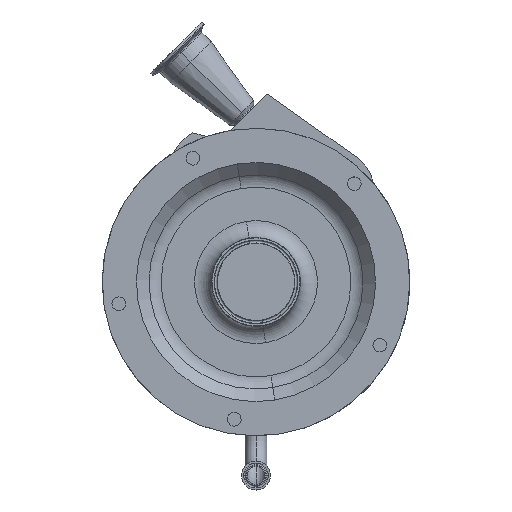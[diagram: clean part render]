
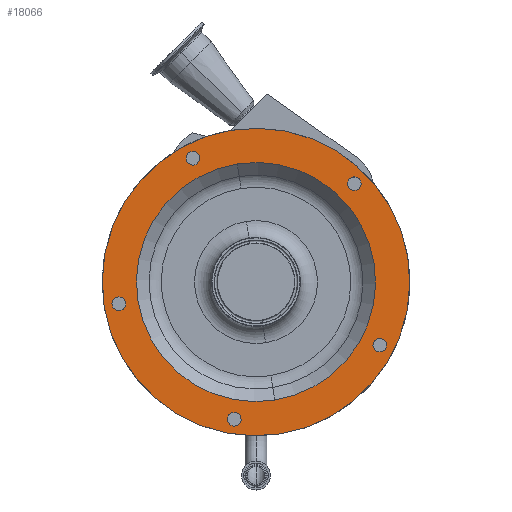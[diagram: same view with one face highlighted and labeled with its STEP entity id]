
A CAD part, top view. The second image highlights one B-rep face of the part: STEP entity #18066.
In plain terms, the highlighted planar face has unit normal (0, 0, 1).
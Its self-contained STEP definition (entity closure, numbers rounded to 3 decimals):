
#211 = FACE_BOUND ( 'NONE', #9154, .T. ) ;
#225 = ORIENTED_EDGE ( 'NONE', *, *, #13364, .F. ) ;
#439 = DIRECTION ( 'NONE',  ( 0., 0., 1. ) ) ;
#451 = EDGE_LOOP ( 'NONE', ( #11649, #6474 ) ) ;
#474 = EDGE_LOOP ( 'NONE', ( #2766, #12513 ) ) ;
#610 = CARTESIAN_POINT ( 'NONE',  ( 108.703, -55.387, 212.5 ) ) ;
#913 = DIRECTION ( 'NONE',  ( -0.156, 0.988, 0. ) ) ;
#1069 = CARTESIAN_POINT ( 'NONE',  ( 16.426, -103.707, 212.5 ) ) ;
#1478 = EDGE_CURVE ( 'NONE', #17356, #13239, #10413, .T. ) ;
#1569 = FACE_BOUND ( 'NONE', #17647, .T. ) ;
#1657 = CIRCLE ( 'NONE', #12731, 135. ) ;
#1663 = EDGE_CURVE ( 'NONE', #12459, #15725, #3374, .T. ) ;
#1922 = DIRECTION ( 'NONE',  ( -0.988, 0.156, 0. ) ) ;
#2262 = VERTEX_POINT ( 'NONE', #6018 ) ;
#2294 = DIRECTION ( 'NONE',  ( 0., 0., 1. ) ) ;
#2485 = ORIENTED_EDGE ( 'NONE', *, *, #11134, .T. ) ;
#2673 = AXIS2_PLACEMENT_3D ( 'NONE', #5794, #6073, #10498 ) ;
#2766 = ORIENTED_EDGE ( 'NONE', *, *, #1478, .F. ) ;
#2913 = CARTESIAN_POINT ( 'NONE',  ( -38.52, -6.101, 212.5 ) ) ;
#2927 = ORIENTED_EDGE ( 'NONE', *, *, #5316, .F. ) ;
#3058 = ORIENTED_EDGE ( 'NONE', *, *, #5904, .T. ) ;
#3275 = EDGE_LOOP ( 'NONE', ( #225, #9559 ) ) ;
#3278 = CIRCLE ( 'NONE', #2673, 105. ) ;
#3283 = DIRECTION ( 'NONE',  ( 0., 0., -1. ) ) ;
#3373 = AXIS2_PLACEMENT_3D ( 'NONE', #610, #9710, #9812 ) ;
#3374 = CIRCLE ( 'NONE', #8262, 6. ) ;
#3403 = CARTESIAN_POINT ( 'NONE',  ( -50.041, 111.427, 212.5 ) ) ;
#3848 = DIRECTION ( 'NONE',  ( 0., 0., 1. ) ) ;
#3983 = VERTEX_POINT ( 'NONE', #8891 ) ;
#4061 = CARTESIAN_POINT ( 'NONE',  ( -55.387, 108.703, 212.5 ) ) ;
#4076 = DIRECTION ( 'NONE',  ( 0., 0., 1. ) ) ;
#4086 = CARTESIAN_POINT ( 'NONE',  ( 90.51, 82.024, 212.5 ) ) ;
#4442 = AXIS2_PLACEMENT_3D ( 'NONE', #2913, #3283, #16216 ) ;
#4809 = CARTESIAN_POINT ( 'NONE',  ( 86.267, 86.267, 212.5 ) ) ;
#5002 = CARTESIAN_POINT ( 'NONE',  ( -16.426, 103.707, 212.5 ) ) ;
#5096 = CARTESIAN_POINT ( 'NONE',  ( 86.267, 86.267, 212.5 ) ) ;
#5121 = VERTEX_POINT ( 'NONE', #3403 ) ;
#5316 = EDGE_CURVE ( 'NONE', #7389, #5121, #18084, .T. ) ;
#5355 = CIRCLE ( 'NONE', #9020, 6. ) ;
#5369 = DIRECTION ( 'NONE',  ( -0.156, 0.988, 0. ) ) ;
#5423 = AXIS2_PLACEMENT_3D ( 'NONE', #7046, #4076, #913 ) ;
#5571 = CARTESIAN_POINT ( 'NONE',  ( -60.733, 105.979, 212.5 ) ) ;
#5602 = CARTESIAN_POINT ( 'NONE',  ( -121.437, -13.159, 212.5 ) ) ;
#5757 = CIRCLE ( 'NONE', #8534, 6. ) ;
#5794 = CARTESIAN_POINT ( 'NONE',  ( 0., 0., 212.5 ) ) ;
#5904 = EDGE_CURVE ( 'NONE', #3983, #17609, #1657, .T. ) ;
#6018 = CARTESIAN_POINT ( 'NONE',  ( 105.979, -60.733, 212.5 ) ) ;
#6065 = PLANE ( 'NONE',  #4442 ) ;
#6073 = DIRECTION ( 'NONE',  ( 0., 0., 1. ) ) ;
#6283 = DIRECTION ( 'NONE',  ( -0.156, 0.988, 0. ) ) ;
#6474 = ORIENTED_EDGE ( 'NONE', *, *, #6644, .F. ) ;
#6572 = CIRCLE ( 'NONE', #10261, 6. ) ;
#6644 = EDGE_CURVE ( 'NONE', #15725, #12459, #16476, .T. ) ;
#6996 = CIRCLE ( 'NONE', #13167, 6. ) ;
#7002 = EDGE_LOOP ( 'NONE', ( #10916, #18792 ) ) ;
#7046 = CARTESIAN_POINT ( 'NONE',  ( 0., 0., 212.5 ) ) ;
#7347 = DIRECTION ( 'NONE',  ( -0.156, 0.988, 0. ) ) ;
#7356 = CIRCLE ( 'NONE', #3373, 6. ) ;
#7389 = VERTEX_POINT ( 'NONE', #5571 ) ;
#7495 = CARTESIAN_POINT ( 'NONE',  ( -25.011, -119.559, 212.5 ) ) ;
#7642 = AXIS2_PLACEMENT_3D ( 'NONE', #18592, #9877, #5369 ) ;
#7812 = CARTESIAN_POINT ( 'NONE',  ( -120.498, -19.085, 212.5 ) ) ;
#7858 = CARTESIAN_POINT ( 'NONE',  ( -19.085, -120.498, 212.5 ) ) ;
#8061 = CARTESIAN_POINT ( 'NONE',  ( 82.024, 90.51, 212.5 ) ) ;
#8259 = ORIENTED_EDGE ( 'NONE', *, *, #18293, .F. ) ;
#8262 = AXIS2_PLACEMENT_3D ( 'NONE', #17062, #3848, #9703 ) ;
#8494 = CARTESIAN_POINT ( 'NONE',  ( 0., 0., 212.5 ) ) ;
#8534 = AXIS2_PLACEMENT_3D ( 'NONE', #7858, #2294, #1922 ) ;
#8806 = CIRCLE ( 'NONE', #5423, 135. ) ;
#8881 = AXIS2_PLACEMENT_3D ( 'NONE', #4809, #12229, #16596 ) ;
#8891 = CARTESIAN_POINT ( 'NONE',  ( -21.119, 133.338, 212.5 ) ) ;
#9020 = AXIS2_PLACEMENT_3D ( 'NONE', #5096, #12127, #13884 ) ;
#9126 = CARTESIAN_POINT ( 'NONE',  ( -55.387, 108.703, 212.5 ) ) ;
#9154 = EDGE_LOOP ( 'NONE', ( #8259, #18458 ) ) ;
#9164 = CARTESIAN_POINT ( 'NONE',  ( 21.119, -133.338, 212.5 ) ) ;
#9559 = ORIENTED_EDGE ( 'NONE', *, *, #13125, .F. ) ;
#9585 = VERTEX_POINT ( 'NONE', #13948 ) ;
#9703 = DIRECTION ( 'NONE',  ( -0.156, 0.988, 0. ) ) ;
#9710 = DIRECTION ( 'NONE',  ( 0., 0., 1. ) ) ;
#9812 = DIRECTION ( 'NONE',  ( -0.454, -0.891, 0. ) ) ;
#9877 = DIRECTION ( 'NONE',  ( 0., 0., 1. ) ) ;
#10261 = AXIS2_PLACEMENT_3D ( 'NONE', #11059, #15427, #15146 ) ;
#10295 = FACE_OUTER_BOUND ( 'NONE', #12814, .T. ) ;
#10413 = CIRCLE ( 'NONE', #8881, 6. ) ;
#10477 = VERTEX_POINT ( 'NONE', #5002 ) ;
#10498 = DIRECTION ( 'NONE',  ( -0.156, 0.988, 0. ) ) ;
#10574 = FACE_BOUND ( 'NONE', #3275, .T. ) ;
#10916 = ORIENTED_EDGE ( 'NONE', *, *, #11192, .F. ) ;
#10961 = CIRCLE ( 'NONE', #18696, 6. ) ;
#11059 = CARTESIAN_POINT ( 'NONE',  ( 108.703, -55.387, 212.5 ) ) ;
#11134 = EDGE_CURVE ( 'NONE', #17609, #3983, #8806, .T. ) ;
#11192 = EDGE_CURVE ( 'NONE', #10477, #11427, #3278, .T. ) ;
#11427 = VERTEX_POINT ( 'NONE', #1069 ) ;
#11649 = ORIENTED_EDGE ( 'NONE', *, *, #1663, .F. ) ;
#11781 = VERTEX_POINT ( 'NONE', #16019 ) ;
#11811 = EDGE_CURVE ( 'NONE', #5121, #7389, #10961, .T. ) ;
#12127 = DIRECTION ( 'NONE',  ( 0., 0., 1. ) ) ;
#12229 = DIRECTION ( 'NONE',  ( 0., 0., 1. ) ) ;
#12459 = VERTEX_POINT ( 'NONE', #5602 ) ;
#12513 = ORIENTED_EDGE ( 'NONE', *, *, #18309, .F. ) ;
#12731 = AXIS2_PLACEMENT_3D ( 'NONE', #8494, #14506, #7347 ) ;
#12814 = EDGE_LOOP ( 'NONE', ( #3058, #2485 ) ) ;
#13082 = AXIS2_PLACEMENT_3D ( 'NONE', #7812, #439, #6283 ) ;
#13125 = EDGE_CURVE ( 'NONE', #11781, #14298, #5757, .T. ) ;
#13167 = AXIS2_PLACEMENT_3D ( 'NONE', #14705, #18857, #17399 ) ;
#13239 = VERTEX_POINT ( 'NONE', #8061 ) ;
#13364 = EDGE_CURVE ( 'NONE', #14298, #11781, #6996, .T. ) ;
#13399 = FACE_BOUND ( 'NONE', #7002, .T. ) ;
#13884 = DIRECTION ( 'NONE',  ( 0.707, -0.707, 0. ) ) ;
#13948 = CARTESIAN_POINT ( 'NONE',  ( 111.427, -50.041, 212.5 ) ) ;
#14258 = CARTESIAN_POINT ( 'NONE',  ( -119.559, -25.011, 212.5 ) ) ;
#14298 = VERTEX_POINT ( 'NONE', #7495 ) ;
#14506 = DIRECTION ( 'NONE',  ( 0., 0., 1. ) ) ;
#14527 = EDGE_CURVE ( 'NONE', #11427, #10477, #19055, .T. ) ;
#14703 = AXIS2_PLACEMENT_3D ( 'NONE', #4061, #17458, #15736 ) ;
#14705 = CARTESIAN_POINT ( 'NONE',  ( -19.085, -120.498, 212.5 ) ) ;
#14794 = ORIENTED_EDGE ( 'NONE', *, *, #11811, .F. ) ;
#15038 = DIRECTION ( 'NONE',  ( 0., 0., 1. ) ) ;
#15146 = DIRECTION ( 'NONE',  ( -0.454, -0.891, 0. ) ) ;
#15348 = EDGE_CURVE ( 'NONE', #9585, #2262, #7356, .T. ) ;
#15427 = DIRECTION ( 'NONE',  ( 0., 0., 1. ) ) ;
#15725 = VERTEX_POINT ( 'NONE', #14258 ) ;
#15736 = DIRECTION ( 'NONE',  ( 0.891, 0.454, 0. ) ) ;
#16019 = CARTESIAN_POINT ( 'NONE',  ( -13.159, -121.437, 212.5 ) ) ;
#16127 = FACE_BOUND ( 'NONE', #451, .T. ) ;
#16216 = DIRECTION ( 'NONE',  ( -1., 0., 0. ) ) ;
#16406 = FACE_BOUND ( 'NONE', #474, .T. ) ;
#16476 = CIRCLE ( 'NONE', #13082, 6. ) ;
#16596 = DIRECTION ( 'NONE',  ( 0.707, -0.707, 0. ) ) ;
#17062 = CARTESIAN_POINT ( 'NONE',  ( -120.498, -19.085, 212.5 ) ) ;
#17356 = VERTEX_POINT ( 'NONE', #4086 ) ;
#17399 = DIRECTION ( 'NONE',  ( -0.988, 0.156, 0. ) ) ;
#17458 = DIRECTION ( 'NONE',  ( 0., 0., 1. ) ) ;
#17609 = VERTEX_POINT ( 'NONE', #9164 ) ;
#17647 = EDGE_LOOP ( 'NONE', ( #14794, #2927 ) ) ;
#17930 = DIRECTION ( 'NONE',  ( 0.891, 0.454, 0. ) ) ;
#18066 = ADVANCED_FACE ( 'NONE', ( #10295, #1569, #16406, #211, #10574, #16127, #13399 ), #6065, .F. ) ;
#18084 = CIRCLE ( 'NONE', #14703, 6. ) ;
#18293 = EDGE_CURVE ( 'NONE', #2262, #9585, #6572, .T. ) ;
#18309 = EDGE_CURVE ( 'NONE', #13239, #17356, #5355, .T. ) ;
#18458 = ORIENTED_EDGE ( 'NONE', *, *, #15348, .F. ) ;
#18592 = CARTESIAN_POINT ( 'NONE',  ( 0., 0., 212.5 ) ) ;
#18696 = AXIS2_PLACEMENT_3D ( 'NONE', #9126, #15038, #17930 ) ;
#18792 = ORIENTED_EDGE ( 'NONE', *, *, #14527, .F. ) ;
#18857 = DIRECTION ( 'NONE',  ( 0., 0., 1. ) ) ;
#19055 = CIRCLE ( 'NONE', #7642, 105. ) ;
